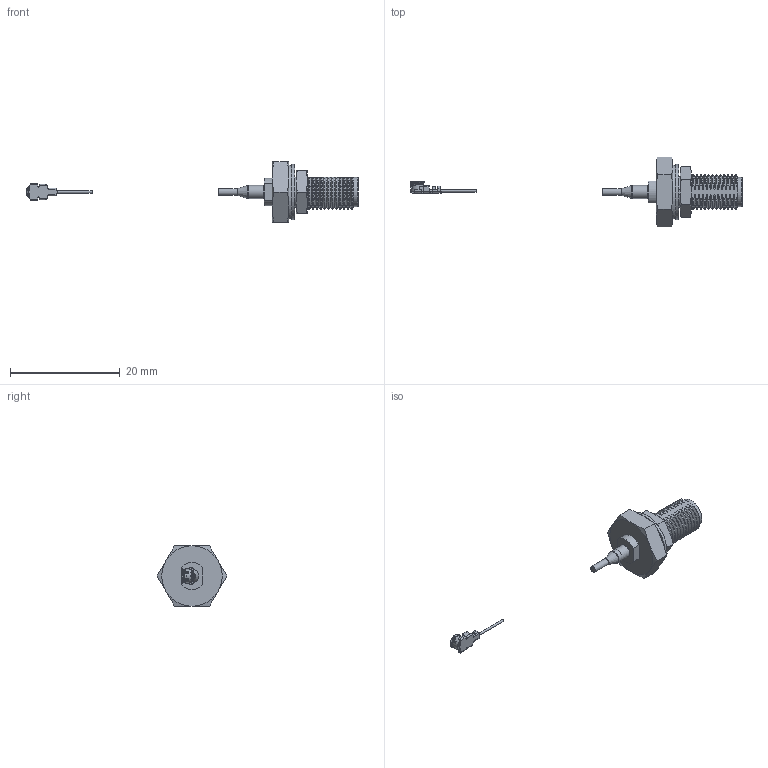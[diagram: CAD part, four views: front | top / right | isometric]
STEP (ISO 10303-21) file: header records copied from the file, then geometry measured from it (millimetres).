
FILE_DESCRIPTION(/* description */ ('STEP AP214'),/* implementation_level */ '2;1');
FILE_NAME(/* name */ 'MH113-MH1RP-01SB1-0100',/* time_stamp */ '2023-03-13T10:07:20+01:00',/* author */ ('License CC BY-ND 4.0'),/* organization */ ('CADENAS'),/* preprocessor_version */ 'ST-DEVELOPER v19.3',/* originating_system */ 'PARTsolutions',/* authorisation */ ' ');
FILE_SCHEMA (('AUTOMOTIVE_DESIGN {1 0 10303 214 3 1 1}'));
Length unit declared in the file: millimetre
Products named in the file (7): MH113-MH1RP-01SB1-0100; MH113-J-C-ST_i; MH113-J-C-H-ST-BH1_p; MH113-01SB1-MH1RP-0030_part1; MH113-MH1RP_part3; MH113-MH1RP_part2; MH113-MH1RP-MH1RP-0100_part1
Assembly tree (6 placements, depth 2):
  MH113-MH1RP-01SB1-0100
    MH113-J-C-ST_i
    MH113-J-C-H-ST-BH1_p
    MH113-01SB1-MH1RP-0030_part1
    MH113-MH1RP_part3
    MH113-MH1RP_part2
    MH113-MH1RP-MH1RP-0100_part1
Bounding box: 60.45 x 12.7 x 11 mm (x, y, z)
Volume: 748.8 mm3; surface area: 1449.3 mm2
Topology: 6 solids, 7 shells, 562 faces, 1538 edges, 999 vertices
Faces by surface type: plane 264, cylinder 201, cone 71, torus 26
Full cylindrical faces by diameter (mm): 0.4 x2, 0.422 x1, 0.75 x1, 1 x1, 1.2 x2, 1.27 x3, 2.2 x2, 2.4 x1, 4.1 x2, 4.63 x1, 5.35 x1, 8.15 x1, 10.15 x1
Entity records: 20593 total; most frequent: CARTESIAN_POINT 3673, ORIENTED_EDGE 2996, DIRECTION 2949, EDGE_CURVE 1498, AXIS2_PLACEMENT_3D 1083, VERTEX_POINT 994, LINE 783, VECTOR 783
